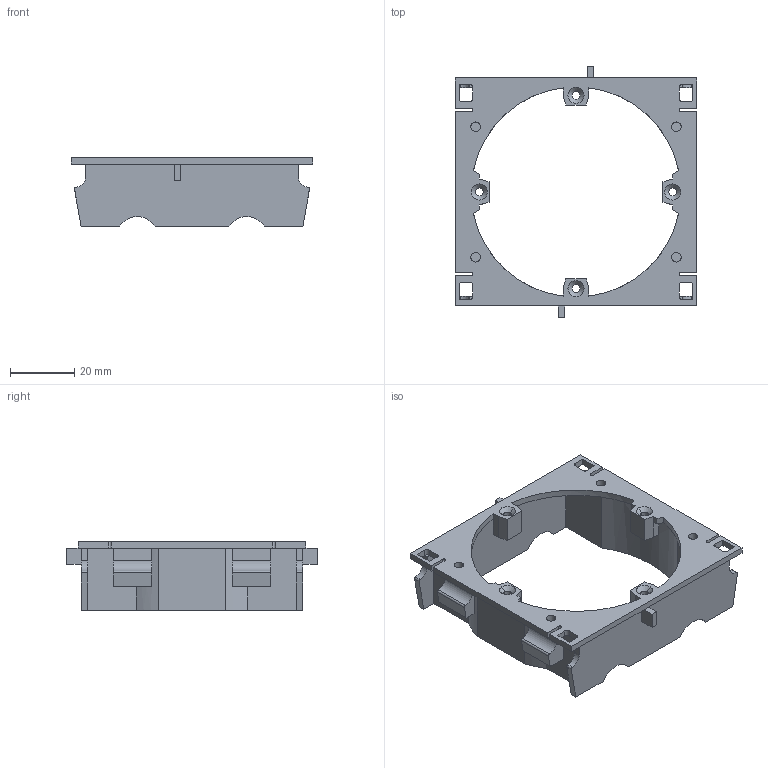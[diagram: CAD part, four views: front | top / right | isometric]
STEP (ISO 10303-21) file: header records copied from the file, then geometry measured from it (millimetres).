
FILE_DESCRIPTION(('CATIA V5 STEP Exchange','CAx-IF Rec.Pracs.--- Model Styling and Organization---1.4--- 2014-01-23'),'2;1');
FILE_NAME('LG-611788.stp','2020-02-20T14:39:01+00:00',('none'),('none'),'CATIA Version 5-6 Release 2017 SP3','CATIA V5 STEP AP214','none');
FILE_SCHEMA(('AUTOMOTIVE_DESIGN { 1 0 10303 214 1 1 1 1 }'));
Length unit declared in the file: millimetre
Products named in the file (1): LG-611788
Bounding box: 75 x 77.8 x 21.3 mm (x, y, z)
Volume: 16360.8 mm3; surface area: 17248.1 mm2
Topology: 1 solids, 1 shells, 213 faces, 594 edges, 382 vertices
Faces by surface type: plane 143, cylinder 62, cone 8
Entity records: 6156 total; most frequent: ORIENTED_EDGE 1188, CARTESIAN_POINT 1082, DIRECTION 804, EDGE_CURVE 594, VECTOR 448, LINE 448, VERTEX_POINT 382, AXIS2_PLACEMENT_3D 252
